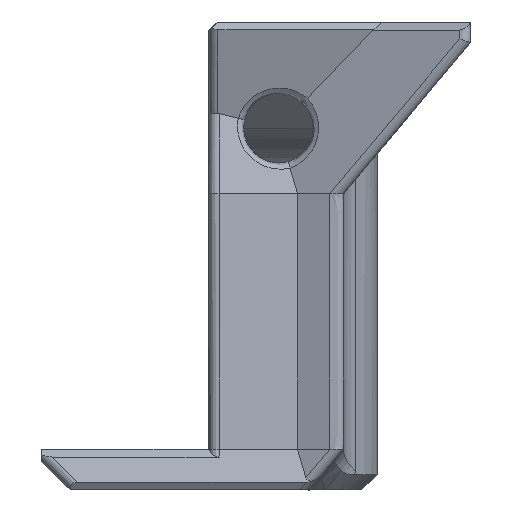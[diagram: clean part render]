
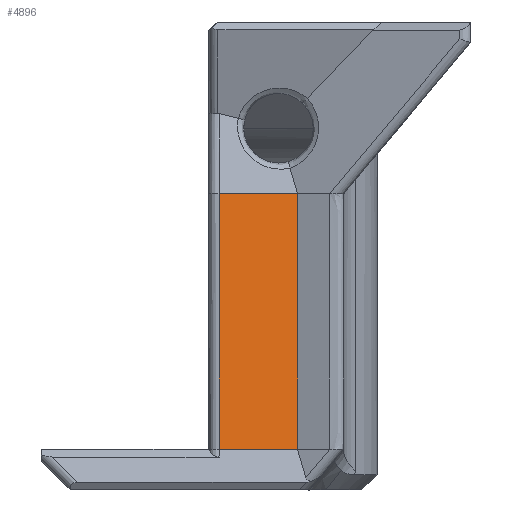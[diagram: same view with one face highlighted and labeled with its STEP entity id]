
A CAD part, front view. The second image highlights one B-rep face of the part: STEP entity #4896.
In plain terms, the highlighted planar face has unit normal (0.244, -0.97, 0).
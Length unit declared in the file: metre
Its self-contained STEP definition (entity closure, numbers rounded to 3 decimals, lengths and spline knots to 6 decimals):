
#1081=ORIENTED_EDGE('',*,*,#2179,.T.);
#1082=ORIENTED_EDGE('',*,*,#2212,.T.);
#1083=ORIENTED_EDGE('',*,*,#2210,.F.);
#1084=ORIENTED_EDGE('',*,*,#2213,.F.);
#2179=EDGE_CURVE('',#2783,#2780,#3217,.T.);
#2210=EDGE_CURVE('',#2804,#2789,#3239,.T.);
#2212=EDGE_CURVE('',#2780,#2789,#3241,.T.);
#2213=EDGE_CURVE('',#2783,#2804,#3242,.T.);
#2780=VERTEX_POINT('',#8379);
#2783=VERTEX_POINT('',#8386);
#2789=VERTEX_POINT('',#8400);
#2804=VERTEX_POINT('',#8446);
#3217=LINE('',#8385,#3700);
#3239=LINE('',#8445,#3722);
#3241=LINE('',#8449,#3724);
#3242=LINE('',#8450,#3725);
#3700=VECTOR('',#6078,1.);
#3722=VECTOR('',#6134,1.);
#3724=VECTOR('',#6138,1.);
#3725=VECTOR('',#6139,1.);
#4083=EDGE_LOOP('',(#1081,#1082,#1083,#1084));
#4411=FACE_BOUND('',#4083,.T.);
#4675=PLANE('',#5267);
#4896=ADVANCED_FACE('',(#4411),#4675,.T.);
#5267=AXIS2_PLACEMENT_3D('',#8448,#6136,#6137);
#6078=DIRECTION('',(0.97,0.244,0.));
#6134=DIRECTION('',(0.97,0.244,0.));
#6136=DIRECTION('',(0.244,-0.97,0.));
#6137=DIRECTION('',(0.97,0.244,0.));
#6138=DIRECTION('',(0.,0.,1.));
#6139=DIRECTION('',(0.,0.,1.));
#8379=CARTESIAN_POINT('',(-0.056269,-0.230843,-0.016046));
#8385=CARTESIAN_POINT('',(-0.040324,-0.226828,-0.016046));
#8386=CARTESIAN_POINT('',(-0.060105,-0.23181,-0.016046));
#8400=CARTESIAN_POINT('',(-0.056269,-0.230843,-0.003546));
#8445=CARTESIAN_POINT('',(-0.040324,-0.226828,-0.003546));
#8446=CARTESIAN_POINT('',(-0.060105,-0.23181,-0.003546));
#8448=CARTESIAN_POINT('',(-0.040324,-0.226828,-0.016048));
#8449=CARTESIAN_POINT('',(-0.056269,-0.230843,-0.016048));
#8450=CARTESIAN_POINT('',(-0.060105,-0.23181,-0.016048));
